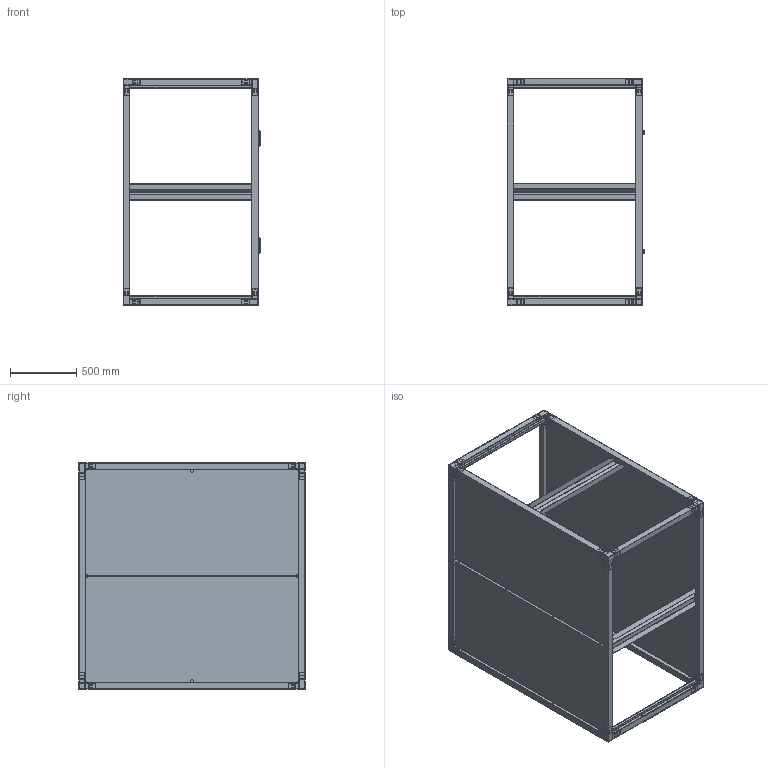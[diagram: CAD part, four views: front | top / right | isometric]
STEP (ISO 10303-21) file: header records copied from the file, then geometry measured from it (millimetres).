
FILE_DESCRIPTION (( 'STEP AP203' ), '1' );
FILE_NAME ('850112_LG-20-G1-1710.STEP', '2022-06-23T13:19:47', ( '' ), ( '' ), 'SwSTEP 2.0', 'SolidWorks 2019', '' );
FILE_SCHEMA (( 'CONFIG_CONTROL_DESIGN' ));
Length unit declared in the file: millimetre
Products named in the file (1): 850112_LG-20-G1-1710
Bounding box: 1039 x 1710 x 1710 mm (x, y, z)
Volume: 19370245.5 mm3; surface area: 22506818.7 mm2
Topology: 41 solids, 41 shells, 3960 faces, 10114 edges, 6260 vertices
Faces by surface type: plane 2234, cylinder 1302, cone 272, bspline 128, torus 16, sphere 8
Entity records: 121491 total; most frequent: CARTESIAN_POINT 24359, ORIENTED_EDGE 20212, DIRECTION 20156, EDGE_CURVE 10106, VECTOR 7186, LINE 7186, AXIS2_PLACEMENT_3D 6485, VERTEX_POINT 6260
